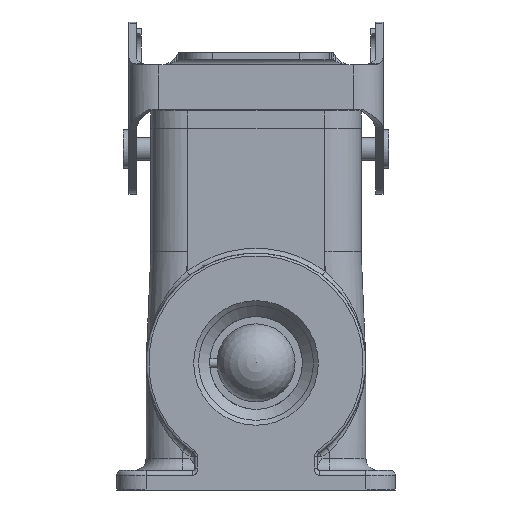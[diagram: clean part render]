
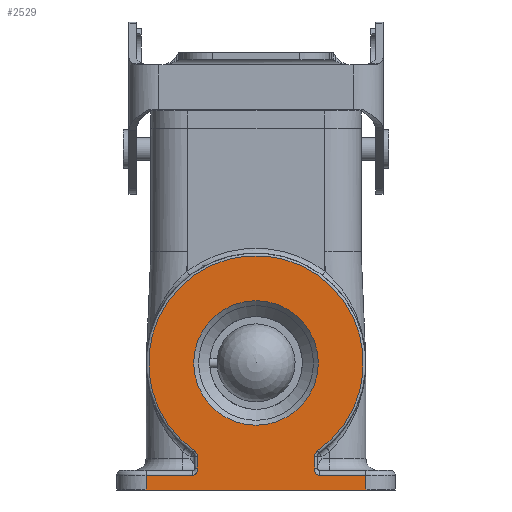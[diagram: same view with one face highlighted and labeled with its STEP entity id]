
A CAD part, left-side view. The second image highlights one B-rep face of the part: STEP entity #2529.
In plain terms, the highlighted planar face has unit normal (-1, 0, 0).
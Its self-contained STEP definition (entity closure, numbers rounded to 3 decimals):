
#2529=ADVANCED_FACE('',(#4218,#4219),#2943,.F.);
#2943=PLANE('',#9398);
#3103=B_SPLINE_CURVE_WITH_KNOTS('',3,(#12644,#12645,#12646,#12647),
 .UNSPECIFIED.,.F.,.F.,(4,4),(0.,1.),.UNSPECIFIED.);
#3104=B_SPLINE_CURVE_WITH_KNOTS('',3,(#12662,#12663,#12664,#12665,#12666,
#12667,#12668,#12669,#12670,#12671),.UNSPECIFIED.,.F.,.F.,(4,2,2,2,4),(0.,
0.269,0.485,0.751,1.),.UNSPECIFIED.);
#3145=B_SPLINE_CURVE_WITH_KNOTS('',3,(#13340,#13341,#13342,#13343),
 .UNSPECIFIED.,.F.,.F.,(4,4),(0.,1.),.UNSPECIFIED.);
#3146=B_SPLINE_CURVE_WITH_KNOTS('',3,(#13356,#13357,#13358,#13359,#13360,
#13361,#13362,#13363,#13364,#13365),.UNSPECIFIED.,.F.,.F.,(4,2,2,2,4),(0.,
0.25,0.375,0.5,1.),.UNSPECIFIED.);
#3482=LINE('',#12586,#3888);
#3483=LINE('',#12630,#3889);
#3516=LINE('',#13418,#3922);
#3517=LINE('',#13452,#3923);
#3518=LINE('',#13454,#3924);
#3888=VECTOR('',#10261,1.);
#3889=VECTOR('',#10274,1.);
#3922=VECTOR('',#10443,1.);
#3923=VECTOR('',#10444,1.);
#3924=VECTOR('',#10445,1.);
#4218=FACE_BOUND('',#4439,.T.);
#4219=FACE_BOUND('',#4440,.T.);
#4439=EDGE_LOOP('',(#5337,#5338,#5339,#5340,#5341,#5342,#5343,#5344,#5345,
#5346,#5347,#5348));
#4440=EDGE_LOOP('',(#5349));
#5337=ORIENTED_EDGE('',*,*,#8020,.F.);
#5338=ORIENTED_EDGE('',*,*,#8018,.F.);
#5339=ORIENTED_EDGE('',*,*,#8124,.F.);
#5340=ORIENTED_EDGE('',*,*,#8125,.T.);
#5341=ORIENTED_EDGE('',*,*,#8014,.F.);
#5342=ORIENTED_EDGE('',*,*,#8120,.F.);
#5343=ORIENTED_EDGE('',*,*,#8121,.F.);
#5344=ORIENTED_EDGE('',*,*,#8009,.F.);
#5345=ORIENTED_EDGE('',*,*,#8126,.T.);
#5346=ORIENTED_EDGE('',*,*,#8127,.T.);
#5347=ORIENTED_EDGE('',*,*,#8128,.T.);
#5348=ORIENTED_EDGE('',*,*,#8123,.F.);
#5349=ORIENTED_EDGE('',*,*,#8013,.F.);
#7266=VERTEX_POINT('',#12585);
#7267=VERTEX_POINT('',#12587);
#7270=VERTEX_POINT('',#12628);
#7271=VERTEX_POINT('',#12631);
#7272=VERTEX_POINT('',#12632);
#7273=VERTEX_POINT('',#12643);
#7274=VERTEX_POINT('',#12648);
#7275=VERTEX_POINT('',#12672);
#7333=VERTEX_POINT('',#13339);
#7334=VERTEX_POINT('',#13417);
#7335=VERTEX_POINT('',#13453);
#7336=VERTEX_POINT('',#13456);
#7337=VERTEX_POINT('',#13458);
#8009=EDGE_CURVE('',#7266,#7267,#3482,.T.);
#8013=EDGE_CURVE('',#7270,#7270,#8955,.T.);
#8014=EDGE_CURVE('',#7271,#7272,#3483,.T.);
#8018=EDGE_CURVE('',#7273,#7274,#3103,.T.);
#8020=EDGE_CURVE('',#7274,#7275,#3104,.T.);
#8120=EDGE_CURVE('',#7333,#7271,#3145,.T.);
#8121=EDGE_CURVE('',#7267,#7333,#3146,.T.);
#8123=EDGE_CURVE('',#7275,#7334,#3516,.T.);
#8124=EDGE_CURVE('',#7335,#7273,#3517,.T.);
#8125=EDGE_CURVE('',#7335,#7272,#3518,.T.);
#8126=EDGE_CURVE('',#7266,#7336,#8984,.T.);
#8127=EDGE_CURVE('',#7336,#7337,#8985,.T.);
#8128=EDGE_CURVE('',#7337,#7334,#8986,.T.);
#8955=CIRCLE('',#9325,12.75);
#8984=CIRCLE('',#9395,1.5);
#8985=CIRCLE('',#9396,21.979);
#8986=CIRCLE('',#9397,1.5);
#9325=AXIS2_PLACEMENT_3D('',#12627,#10270,#10271);
#9395=AXIS2_PLACEMENT_3D('',#13455,#10446,#10447);
#9396=AXIS2_PLACEMENT_3D('',#13457,#10448,#10449);
#9397=AXIS2_PLACEMENT_3D('',#13459,#10450,#10451);
#9398=AXIS2_PLACEMENT_3D('',#13460,#10452,#10453);
#10261=DIRECTION('',(0.,0.,-1.));
#10270=DIRECTION('',(-1.,0.,0.));
#10271=DIRECTION('',(0.,1.,0.));
#10274=DIRECTION('',(0.,0.,-1.));
#10443=DIRECTION('',(0.,0.,1.));
#10444=DIRECTION('',(0.,0.,1.));
#10445=DIRECTION('',(0.,-1.,0.));
#10446=DIRECTION('',(1.,0.,0.));
#10447=DIRECTION('',(0.,0.,-1.));
#10448=DIRECTION('',(-1.,0.,0.));
#10449=DIRECTION('',(0.,0.,-1.));
#10450=DIRECTION('',(1.,0.,0.));
#10451=DIRECTION('',(0.,0.,-1.));
#10452=DIRECTION('',(1.,0.,0.));
#10453=DIRECTION('',(0.,1.,0.));
#12585=CARTESIAN_POINT('',(-71.75,-12.007,-61.709));
#12586=CARTESIAN_POINT('',(-71.75,-12.,-58.5));
#12587=CARTESIAN_POINT('',(-71.75,-12.,-64.));
#12627=CARTESIAN_POINT('',(-71.75,0.,-42.5));
#12628=CARTESIAN_POINT('',(-71.75,12.75,-42.5));
#12630=CARTESIAN_POINT('',(-71.75,-22.5,-65.5));
#12631=CARTESIAN_POINT('',(-71.75,-22.5,-65.5));
#12632=CARTESIAN_POINT('',(-71.75,-22.5,-68.5));
#12643=CARTESIAN_POINT('',(-71.75,22.5,-65.5));
#12644=CARTESIAN_POINT('',(-71.75,22.5,-65.5));
#12645=CARTESIAN_POINT('',(-71.75,19.333,-65.5));
#12646=CARTESIAN_POINT('',(-71.75,16.167,-65.5));
#12647=CARTESIAN_POINT('',(-71.75,13.,-65.5));
#12648=CARTESIAN_POINT('',(-71.75,13.,-65.5));
#12662=CARTESIAN_POINT('',(-71.75,13.,-65.5));
#12663=CARTESIAN_POINT('',(-71.75,12.811,-65.5));
#12664=CARTESIAN_POINT('',(-71.75,12.625,-65.434));
#12665=CARTESIAN_POINT('',(-71.75,12.354,-65.242));
#12666=CARTESIAN_POINT('',(-71.75,12.255,-65.132));
#12667=CARTESIAN_POINT('',(-71.75,12.09,-64.857));
#12668=CARTESIAN_POINT('',(-71.75,12.036,-64.686));
#12669=CARTESIAN_POINT('',(-71.75,11.992,-64.346));
#12670=CARTESIAN_POINT('',(-71.75,12.,-64.175));
#12671=CARTESIAN_POINT('',(-71.75,12.,-64.));
#12672=CARTESIAN_POINT('',(-71.75,12.,-64.));
#13339=CARTESIAN_POINT('',(-71.75,-13.,-65.5));
#13340=CARTESIAN_POINT('',(-71.75,-13.,-65.5));
#13341=CARTESIAN_POINT('',(-71.75,-16.167,-65.5));
#13342=CARTESIAN_POINT('',(-71.75,-19.333,-65.5));
#13343=CARTESIAN_POINT('',(-71.75,-22.5,-65.5));
#13356=CARTESIAN_POINT('',(-71.75,-12.,-64.));
#13357=CARTESIAN_POINT('',(-71.75,-12.,-64.281));
#13358=CARTESIAN_POINT('',(-71.75,-11.997,-64.376));
#13359=CARTESIAN_POINT('',(-71.75,-12.02,-64.565));
#13360=CARTESIAN_POINT('',(-71.75,-12.043,-64.682));
#13361=CARTESIAN_POINT('',(-71.75,-12.094,-64.84));
#13362=CARTESIAN_POINT('',(-71.75,-12.127,-64.916));
#13363=CARTESIAN_POINT('',(-71.75,-12.335,-65.278));
#13364=CARTESIAN_POINT('',(-71.75,-12.657,-65.504));
#13365=CARTESIAN_POINT('',(-71.75,-13.,-65.5));
#13417=CARTESIAN_POINT('',(-71.75,12.007,-61.709));
#13418=CARTESIAN_POINT('',(-71.75,12.,-64.));
#13452=CARTESIAN_POINT('',(-71.75,22.5,-68.5));
#13453=CARTESIAN_POINT('',(-71.75,22.5,-68.5));
#13454=CARTESIAN_POINT('',(-71.75,22.5,-68.5));
#13455=CARTESIAN_POINT('',(-71.75,-13.5,-61.709));
#13456=CARTESIAN_POINT('',(-71.75,-12.638,-60.482));
#13457=CARTESIAN_POINT('',(-71.75,0.,-42.5));
#13458=CARTESIAN_POINT('',(-71.75,12.638,-60.482));
#13459=CARTESIAN_POINT('',(-71.75,13.5,-61.709));
#13460=CARTESIAN_POINT('',(-71.75,-22.7,-68.7));
